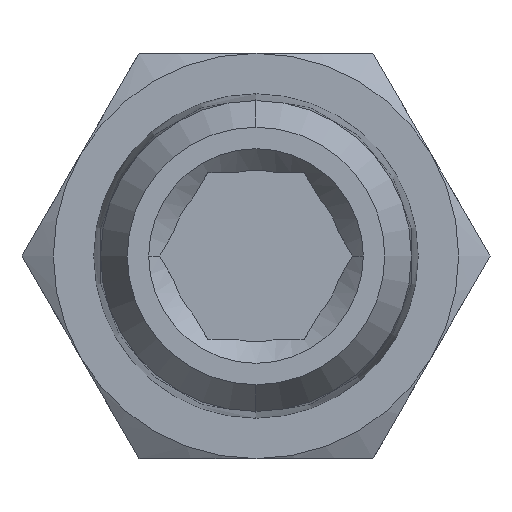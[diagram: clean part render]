
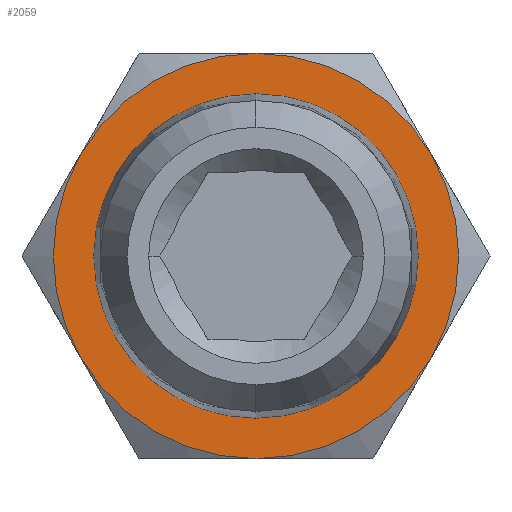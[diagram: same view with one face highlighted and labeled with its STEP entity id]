
A CAD part, front view. The second image highlights one B-rep face of the part: STEP entity #2059.
In plain terms, the highlighted planar face has unit normal (0, -1, 0).
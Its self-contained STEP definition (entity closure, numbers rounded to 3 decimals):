
#22 = EDGE_CURVE ( 'NONE', #2721, #2722, #1281, .T. ) ;
#81 = EDGE_CURVE ( 'NONE', #2734, #1180, #1371, .T. ) ;
#82 = EDGE_CURVE ( 'NONE', #1180, #2752, #1372, .T. ) ;
#85 = EDGE_CURVE ( 'NONE', #2752, #1179, #1374, .T. ) ;
#88 = EDGE_CURVE ( 'NONE', #1179, #1178, #1370, .T. ) ;
#91 = EDGE_CURVE ( 'NONE', #1178, #2749, #1375, .T. ) ;
#94 = EDGE_CURVE ( 'NONE', #2749, #2734, #1376, .T. ) ;
#100 = EDGE_CURVE ( 'NONE', #2722, #2721, #1380, .T. ) ;
#203 = AXIS2_PLACEMENT_3D ( 'NONE', #2140, #2195, #2191 ) ;
#217 = AXIS2_PLACEMENT_3D ( 'NONE', #2250, #2249, #2247 ) ;
#218 = AXIS2_PLACEMENT_3D ( 'NONE', #2242, #2241, #2240 ) ;
#219 = AXIS2_PLACEMENT_3D ( 'NONE', #2215, #2214, #2213 ) ;
#220 = AXIS2_PLACEMENT_3D ( 'NONE', #2188, #2187, #2186 ) ;
#221 = AXIS2_PLACEMENT_3D ( 'NONE', #2167, #2166, #2164 ) ;
#222 = AXIS2_PLACEMENT_3D ( 'NONE', #2146, #2145, #2144 ) ;
#226 = AXIS2_PLACEMENT_3D ( 'NONE', #544, #539, #531 ) ;
#384 = CARTESIAN_POINT ( 'NONE',  ( -7.361, 11., 4.25 ) ) ;
#389 = CARTESIAN_POINT ( 'NONE',  ( 0., 11., 8.5 ) ) ;
#390 = CARTESIAN_POINT ( 'NONE',  ( 7.361, 11., -4.25 ) ) ;
#531 = DIRECTION ( 'NONE',  ( 0., 0., -1. ) ) ;
#539 = DIRECTION ( 'NONE',  ( 0., -1., 0. ) ) ;
#544 = CARTESIAN_POINT ( 'NONE',  ( 0., 11., 0. ) ) ;
#875 = FACE_OUTER_BOUND ( 'NONE', #2637, .T. ) ;
#876 = FACE_BOUND ( 'NONE', #2641, .T. ) ;
#968 = PLANE ( 'NONE',  #1776 ) ;
#975 = CARTESIAN_POINT ( 'NONE',  ( 6.803, 11., 0. ) ) ;
#976 = DIRECTION ( 'NONE',  ( 0., -1., 0. ) ) ;
#977 = DIRECTION ( 'NONE',  ( 0., 0., -1. ) ) ;
#1178 = VERTEX_POINT ( 'NONE', #384 ) ;
#1179 = VERTEX_POINT ( 'NONE', #389 ) ;
#1180 = VERTEX_POINT ( 'NONE', #390 ) ;
#1281 = CIRCLE ( 'NONE', #203, 6.803 ) ;
#1370 = CIRCLE ( 'NONE', #220, 8.5 ) ;
#1371 = CIRCLE ( 'NONE', #217, 8.5 ) ;
#1372 = CIRCLE ( 'NONE', #218, 8.5 ) ;
#1374 = CIRCLE ( 'NONE', #219, 8.5 ) ;
#1375 = CIRCLE ( 'NONE', #221, 8.5 ) ;
#1376 = CIRCLE ( 'NONE', #222, 8.5 ) ;
#1380 = CIRCLE ( 'NONE', #226, 6.803 ) ;
#1776 = AXIS2_PLACEMENT_3D ( 'NONE', #975, #976, #977 ) ;
#2059 = ADVANCED_FACE ( 'NONE', ( #875, #876 ), #968, .T. ) ;
#2140 = CARTESIAN_POINT ( 'NONE',  ( 0., 11., 0. ) ) ;
#2144 = DIRECTION ( 'NONE',  ( 0., 0., -1. ) ) ;
#2145 = DIRECTION ( 'NONE',  ( 0., -1., 0. ) ) ;
#2146 = CARTESIAN_POINT ( 'NONE',  ( 0., 11., 0. ) ) ;
#2164 = DIRECTION ( 'NONE',  ( 0., 0., -1. ) ) ;
#2166 = DIRECTION ( 'NONE',  ( 0., -1., 0. ) ) ;
#2167 = CARTESIAN_POINT ( 'NONE',  ( 0., 11., 0. ) ) ;
#2186 = DIRECTION ( 'NONE',  ( 0., 0., -1. ) ) ;
#2187 = DIRECTION ( 'NONE',  ( 0., -1., 0. ) ) ;
#2188 = CARTESIAN_POINT ( 'NONE',  ( 0., 11., 0. ) ) ;
#2191 = DIRECTION ( 'NONE',  ( 0., 0., -1. ) ) ;
#2195 = DIRECTION ( 'NONE',  ( 0., -1., 0. ) ) ;
#2213 = DIRECTION ( 'NONE',  ( 0., 0., -1. ) ) ;
#2214 = DIRECTION ( 'NONE',  ( 0., -1., 0. ) ) ;
#2215 = CARTESIAN_POINT ( 'NONE',  ( 0., 11., 0. ) ) ;
#2240 = DIRECTION ( 'NONE',  ( 0., 0., -1. ) ) ;
#2241 = DIRECTION ( 'NONE',  ( 0., -1., 0. ) ) ;
#2242 = CARTESIAN_POINT ( 'NONE',  ( 0., 11., 0. ) ) ;
#2247 = DIRECTION ( 'NONE',  ( 0., 0., -1. ) ) ;
#2249 = DIRECTION ( 'NONE',  ( 0., -1., 0. ) ) ;
#2250 = CARTESIAN_POINT ( 'NONE',  ( 0., 11., 0. ) ) ;
#2637 = EDGE_LOOP ( 'NONE', ( #2823, #2822, #2821, #2820, #2819, #2818 ) ) ;
#2641 = EDGE_LOOP ( 'NONE', ( #2817, #2816 ) ) ;
#2721 = VERTEX_POINT ( 'NONE', #3529 ) ;
#2722 = VERTEX_POINT ( 'NONE', #3530 ) ;
#2734 = VERTEX_POINT ( 'NONE', #3542 ) ;
#2749 = VERTEX_POINT ( 'NONE', #3557 ) ;
#2752 = VERTEX_POINT ( 'NONE', #3560 ) ;
#2816 = ORIENTED_EDGE ( 'NONE', *, *, #22, .F. ) ;
#2817 = ORIENTED_EDGE ( 'NONE', *, *, #100, .F. ) ;
#2818 = ORIENTED_EDGE ( 'NONE', *, *, #94, .T. ) ;
#2819 = ORIENTED_EDGE ( 'NONE', *, *, #91, .T. ) ;
#2820 = ORIENTED_EDGE ( 'NONE', *, *, #88, .T. ) ;
#2821 = ORIENTED_EDGE ( 'NONE', *, *, #85, .T. ) ;
#2822 = ORIENTED_EDGE ( 'NONE', *, *, #82, .T. ) ;
#2823 = ORIENTED_EDGE ( 'NONE', *, *, #81, .T. ) ;
#3529 = CARTESIAN_POINT ( 'NONE',  ( 0., 11., -6.803 ) ) ;
#3530 = CARTESIAN_POINT ( 'NONE',  ( 0., 11., 6.803 ) ) ;
#3542 = CARTESIAN_POINT ( 'NONE',  ( 0., 11., -8.5 ) ) ;
#3557 = CARTESIAN_POINT ( 'NONE',  ( -7.361, 11., -4.25 ) ) ;
#3560 = CARTESIAN_POINT ( 'NONE',  ( 7.361, 11., 4.25 ) ) ;
